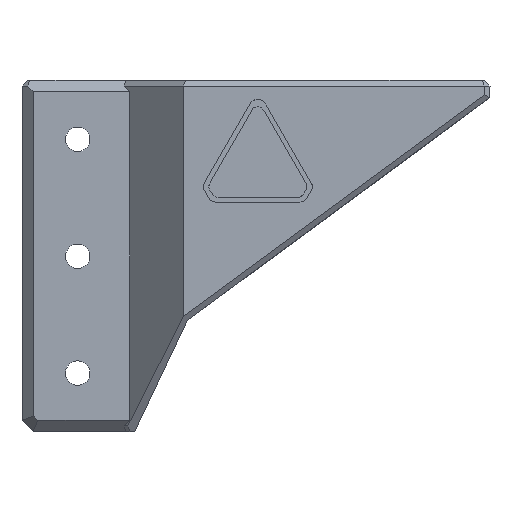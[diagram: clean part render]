
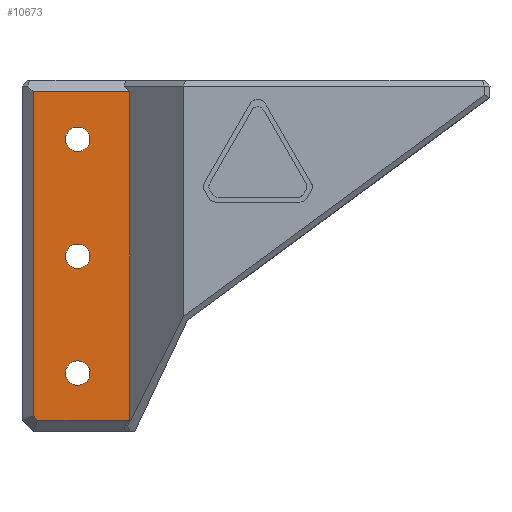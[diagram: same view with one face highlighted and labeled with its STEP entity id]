
A CAD part, left-side view. The second image highlights one B-rep face of the part: STEP entity #10673.
In plain terms, the highlighted face is planar.
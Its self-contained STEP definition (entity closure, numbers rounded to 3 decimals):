
#468=FACE_BOUND('',#1614,.T.);
#469=FACE_BOUND('',#1615,.T.);
#470=FACE_BOUND('',#1616,.T.);
#972=FACE_OUTER_BOUND('',#1613,.T.);
#1613=EDGE_LOOP('',(#9156,#9157,#9158,#9159,#9160));
#1614=EDGE_LOOP('',(#9161));
#1615=EDGE_LOOP('',(#9162));
#1616=EDGE_LOOP('',(#9163));
#1878=CIRCLE('',#11366,2.2);
#1879=CIRCLE('',#11367,2.2);
#1880=CIRCLE('',#11368,2.2);
#2844=LINE('',#17431,#3987);
#2870=LINE('',#17492,#4013);
#2871=LINE('',#17494,#4014);
#2872=LINE('',#17495,#4015);
#2873=LINE('',#17496,#4016);
#3987=VECTOR('',#13484,10.);
#4013=VECTOR('',#13542,10.);
#4014=VECTOR('',#13543,10.);
#4015=VECTOR('',#13544,10.);
#4016=VECTOR('',#13545,10.);
#5009=VERTEX_POINT('',#17428);
#5010=VERTEX_POINT('',#17430);
#5028=VERTEX_POINT('',#17490);
#5029=VERTEX_POINT('',#17491);
#5030=VERTEX_POINT('',#17493);
#5031=VERTEX_POINT('',#17497);
#5032=VERTEX_POINT('',#17499);
#5033=VERTEX_POINT('',#17501);
#6426=EDGE_CURVE('',#5010,#5009,#2844,.F.);
#6456=EDGE_CURVE('',#5028,#5029,#2870,.T.);
#6457=EDGE_CURVE('',#5030,#5028,#2871,.T.);
#6458=EDGE_CURVE('',#5030,#5010,#2872,.T.);
#6459=EDGE_CURVE('',#5029,#5009,#2873,.T.);
#6460=EDGE_CURVE('',#5031,#5031,#1878,.T.);
#6461=EDGE_CURVE('',#5032,#5032,#1879,.T.);
#6462=EDGE_CURVE('',#5033,#5033,#1880,.T.);
#9156=ORIENTED_EDGE('',*,*,#6456,.F.);
#9157=ORIENTED_EDGE('',*,*,#6457,.F.);
#9158=ORIENTED_EDGE('',*,*,#6458,.T.);
#9159=ORIENTED_EDGE('',*,*,#6426,.T.);
#9160=ORIENTED_EDGE('',*,*,#6459,.F.);
#9161=ORIENTED_EDGE('',*,*,#6460,.T.);
#9162=ORIENTED_EDGE('',*,*,#6461,.T.);
#9163=ORIENTED_EDGE('',*,*,#6462,.T.);
#10111=PLANE('',#11365);
#10673=ADVANCED_FACE('',(#972,#468,#469,#470),#10111,.F.);
#11365=AXIS2_PLACEMENT_3D('',#17489,#13540,#13541);
#11366=AXIS2_PLACEMENT_3D('',#17498,#13546,#13547);
#11367=AXIS2_PLACEMENT_3D('',#17500,#13548,#13549);
#11368=AXIS2_PLACEMENT_3D('',#17502,#13550,#13551);
#13484=DIRECTION('',(0.,0.,-1.));
#13540=DIRECTION('center_axis',(-1.,0.,0.));
#13541=DIRECTION('ref_axis',(0.,-1.,0.));
#13542=DIRECTION('',(0.,0.707,0.707));
#13543=DIRECTION('',(0.,0.,1.));
#13544=DIRECTION('',(0.,1.,0.));
#13545=DIRECTION('',(0.,1.,0.));
#13546=DIRECTION('center_axis',(-1.,0.,0.));
#13547=DIRECTION('ref_axis',(0.,0.,
-1.));
#13548=DIRECTION('center_axis',(-1.,0.,0.));
#13549=DIRECTION('ref_axis',(0.,0.,
-1.));
#13550=DIRECTION('center_axis',(-1.,0.,0.));
#13551=DIRECTION('ref_axis',(0.,0.,
-1.));
#17428=CARTESIAN_POINT('',(205.992,-70.91,318.178));
#17430=CARTESIAN_POINT('',(205.992,-70.91,300.844));
#17431=CARTESIAN_POINT('',(205.992,-70.91,292.813));
#17489=CARTESIAN_POINT('Origin',(205.992,-112.001,300.178));
#17490=CARTESIAN_POINT('',(205.992,-129.991,317.349));
#17491=CARTESIAN_POINT('',(205.992,-129.163,318.178));
#17492=CARTESIAN_POINT('',(205.992,-129.581,317.76));
#17493=CARTESIAN_POINT('',(205.992,-129.991,300.844));
#17494=CARTESIAN_POINT('',(205.992,-129.991,292.167));
#17495=CARTESIAN_POINT('',(205.992,-100.063,300.844));
#17496=CARTESIAN_POINT('',(205.992,-105.401,318.178));
#17497=CARTESIAN_POINT('',(205.992,-121.496,312.373));
#17498=CARTESIAN_POINT('Origin',(205.992,-121.496,310.173));
#17499=CARTESIAN_POINT('',(205.992,-100.496,312.373));
#17500=CARTESIAN_POINT('Origin',(205.992,-100.496,310.173));
#17501=CARTESIAN_POINT('',(205.992,-79.496,312.373));
#17502=CARTESIAN_POINT('Origin',(205.992,-79.496,310.173));
